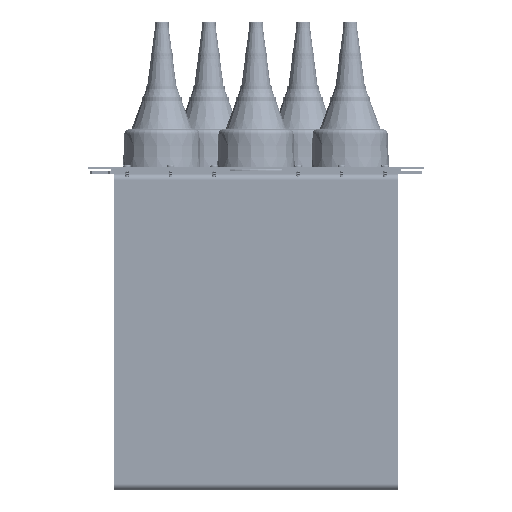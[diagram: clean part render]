
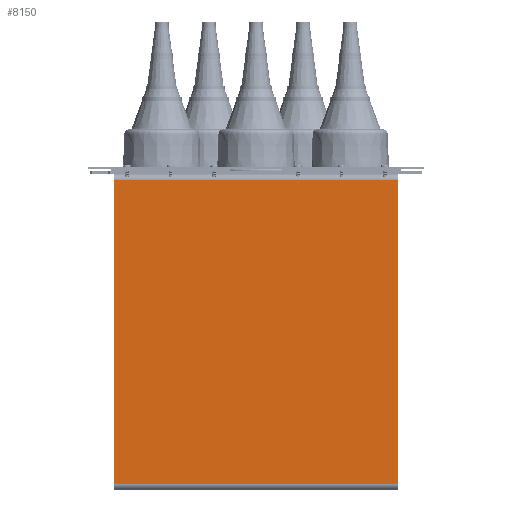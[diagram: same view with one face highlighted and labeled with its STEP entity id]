
A CAD part, front view. The second image highlights one B-rep face of the part: STEP entity #8150.
In plain terms, the highlighted planar face has unit normal (0, -1, 0).
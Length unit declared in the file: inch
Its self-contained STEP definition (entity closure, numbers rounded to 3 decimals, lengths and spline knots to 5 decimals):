
#967 = CARTESIAN_POINT ( 'NONE',  ( -8., -8., -7.19 ) ) ;
#1093 = LINE ( 'NONE', #22074, #21837 ) ;
#1167 = DIRECTION ( 'NONE',  ( 0., -1., 0. ) ) ;
#3261 = CARTESIAN_POINT ( 'NONE',  ( -7.688, -8., -7.19 ) ) ;
#6105 = DIRECTION ( 'NONE',  ( 1., 0., 0. ) ) ;
#7066 = PLANE ( 'NONE',  #9507 ) ;
#8094 = ORIENTED_EDGE ( 'NONE', *, *, #16379, .T. ) ;
#8150 = ADVANCED_FACE ( 'NONE', ( #27840 ), #7066, .T. ) ;
#8922 = DIRECTION ( 'NONE',  ( 0., 0., -1. ) ) ;
#9028 = LINE ( 'NONE', #36302, #37826 ) ;
#9507 = AXIS2_PLACEMENT_3D ( 'NONE', #967, #1167, #31006 ) ;
#10612 = LINE ( 'NONE', #19821, #31886 ) ;
#14562 = VECTOR ( 'NONE', #8922, 39.37008 ) ;
#14773 = CARTESIAN_POINT ( 'NONE',  ( -7.688, -8., 7.19 ) ) ;
#14854 = EDGE_CURVE ( 'NONE', #22904, #16273, #1093, .T. ) ;
#15589 = DIRECTION ( 'NONE',  ( 1., 0., 0. ) ) ;
#15720 = CARTESIAN_POINT ( 'NONE',  ( 7.688, -8., 7.19 ) ) ;
#16273 = VERTEX_POINT ( 'NONE', #15720 ) ;
#16379 = EDGE_CURVE ( 'NONE', #27962, #16273, #10612, .T. ) ;
#18551 = ORIENTED_EDGE ( 'NONE', *, *, #20112, .T. ) ;
#19821 = CARTESIAN_POINT ( 'NONE',  ( 7.688, -8., -7.19 ) ) ;
#20010 = DIRECTION ( 'NONE',  ( 0., 0., 1. ) ) ;
#20112 = EDGE_CURVE ( 'NONE', #32711, #27962, #9028, .T. ) ;
#21056 = ORIENTED_EDGE ( 'NONE', *, *, #14854, .F. ) ;
#21837 = VECTOR ( 'NONE', #15589, 39.37008 ) ;
#22074 = CARTESIAN_POINT ( 'NONE',  ( -8., -8., 7.19 ) ) ;
#22328 = CARTESIAN_POINT ( 'NONE',  ( 7.688, -8., -7.19 ) ) ;
#22904 = VERTEX_POINT ( 'NONE', #14773 ) ;
#27840 = FACE_OUTER_BOUND ( 'NONE', #33027, .T. ) ;
#27962 = VERTEX_POINT ( 'NONE', #22328 ) ;
#29721 = LINE ( 'NONE', #3261, #14562 ) ;
#30096 = CARTESIAN_POINT ( 'NONE',  ( -7.688, -8., -7.19 ) ) ;
#31006 = DIRECTION ( 'NONE',  ( 1., 0., 0. ) ) ;
#31886 = VECTOR ( 'NONE', #20010, 39.37008 ) ;
#32711 = VERTEX_POINT ( 'NONE', #30096 ) ;
#33027 = EDGE_LOOP ( 'NONE', ( #18551, #8094, #21056, #34980 ) ) ;
#34980 = ORIENTED_EDGE ( 'NONE', *, *, #36107, .T. ) ;
#36107 = EDGE_CURVE ( 'NONE', #22904, #32711, #29721, .T. ) ;
#36302 = CARTESIAN_POINT ( 'NONE',  ( -8., -8., -7.19 ) ) ;
#37826 = VECTOR ( 'NONE', #6105, 39.37008 ) ;
